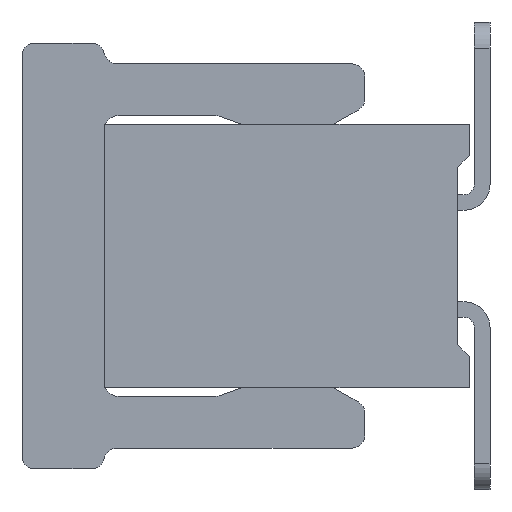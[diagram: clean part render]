
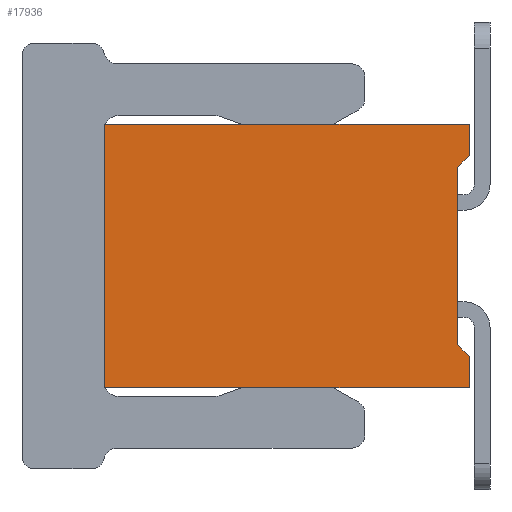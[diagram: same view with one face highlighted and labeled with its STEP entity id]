
A CAD part, front view. The second image highlights one B-rep face of the part: STEP entity #17936.
In plain terms, the highlighted planar face has unit normal (0, -1, 0).
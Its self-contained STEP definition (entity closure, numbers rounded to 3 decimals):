
#16353=DIRECTION('',(0.,0.,-1.));
#16354=VECTOR('',#16353,2.54);
#16355=CARTESIAN_POINT('',(-3.51,0.,1.27));
#16356=LINE('',#16355,#16354);
#16357=DIRECTION('',(-1.,0.,0.));
#16358=VECTOR('',#16357,3.51);
#16359=CARTESIAN_POINT('',(0.,0.,1.27));
#16360=LINE('',#16359,#16358);
#16361=DIRECTION('',(0.,0.,1.));
#16362=VECTOR('',#16361,0.305);
#16363=CARTESIAN_POINT('',(0.,0.,0.965));
#16364=LINE('',#16363,#16362);
#16365=DIRECTION('',(0.707,0.,0.707));
#16366=VECTOR('',#16365,0.156);
#16367=CARTESIAN_POINT('',(-0.11,0.,0.855));
#16368=LINE('',#16367,#16366);
#16369=DIRECTION('',(0.,0.,1.));
#16370=VECTOR('',#16369,1.71);
#16371=CARTESIAN_POINT('',(-0.11,0.,-0.855));
#16372=LINE('',#16371,#16370);
#16373=DIRECTION('',(-0.707,0.,0.707));
#16374=VECTOR('',#16373,0.156);
#16375=CARTESIAN_POINT('',(0.,0.,-0.965));
#16376=LINE('',#16375,#16374);
#16377=DIRECTION('',(0.,0.,1.));
#16378=VECTOR('',#16377,0.305);
#16379=CARTESIAN_POINT('',(0.,0.,-1.27));
#16380=LINE('',#16379,#16378);
#16381=DIRECTION('',(1.,0.,0.));
#16382=VECTOR('',#16381,3.51);
#16383=CARTESIAN_POINT('',(-3.51,0.,-1.27));
#16384=LINE('',#16383,#16382);
#17649=CARTESIAN_POINT('',(-3.51,0.,1.27));
#17650=CARTESIAN_POINT('',(-3.51,0.,-1.27));
#17651=VERTEX_POINT('',#17649);
#17652=VERTEX_POINT('',#17650);
#17653=CARTESIAN_POINT('',(0.,0.,-1.27));
#17654=VERTEX_POINT('',#17653);
#17655=CARTESIAN_POINT('',(0.,0.,-0.965));
#17656=VERTEX_POINT('',#17655);
#17657=CARTESIAN_POINT('',(-0.11,0.,-0.855));
#17658=VERTEX_POINT('',#17657);
#17659=CARTESIAN_POINT('',(-0.11,0.,0.855));
#17660=VERTEX_POINT('',#17659);
#17661=CARTESIAN_POINT('',(0.,0.,0.965));
#17662=VERTEX_POINT('',#17661);
#17663=CARTESIAN_POINT('',(0.,0.,1.27));
#17664=VERTEX_POINT('',#17663);
#17921=CARTESIAN_POINT('',(0.,0.,0.));
#17922=DIRECTION('',(0.,1.,0.));
#17923=DIRECTION('',(0.,0.,1.));
#17924=AXIS2_PLACEMENT_3D('',#17921,#17922,#17923);
#17925=PLANE('',#17924);
#17926=ORIENTED_EDGE('',*,*,#17841,.F.);
#17927=ORIENTED_EDGE('',*,*,#17914,.F.);
#17928=ORIENTED_EDGE('',*,*,#17696,.F.);
#17929=ORIENTED_EDGE('',*,*,#17711,.F.);
#17930=ORIENTED_EDGE('',*,*,#17725,.F.);
#17931=ORIENTED_EDGE('',*,*,#17799,.F.);
#17932=ORIENTED_EDGE('',*,*,#17813,.F.);
#17933=ORIENTED_EDGE('',*,*,#17827,.F.);
#17934=EDGE_LOOP('',(#17926,#17927,#17928,#17929,#17930,#17931,#17932,#17933));
#17935=FACE_OUTER_BOUND('',#17934,.F.);
#17936=ADVANCED_FACE('',(#17935),#17925,.F.);
#17696=EDGE_CURVE('',#17662,#17664,#16364,.T.);
#17711=EDGE_CURVE('',#17660,#17662,#16368,.T.);
#17725=EDGE_CURVE('',#17658,#17660,#16372,.T.);
#17799=EDGE_CURVE('',#17656,#17658,#16376,.T.);
#17813=EDGE_CURVE('',#17654,#17656,#16380,.T.);
#17827=EDGE_CURVE('',#17652,#17654,#16384,.T.);
#17841=EDGE_CURVE('',#17651,#17652,#16356,.T.);
#17914=EDGE_CURVE('',#17664,#17651,#16360,.T.);
